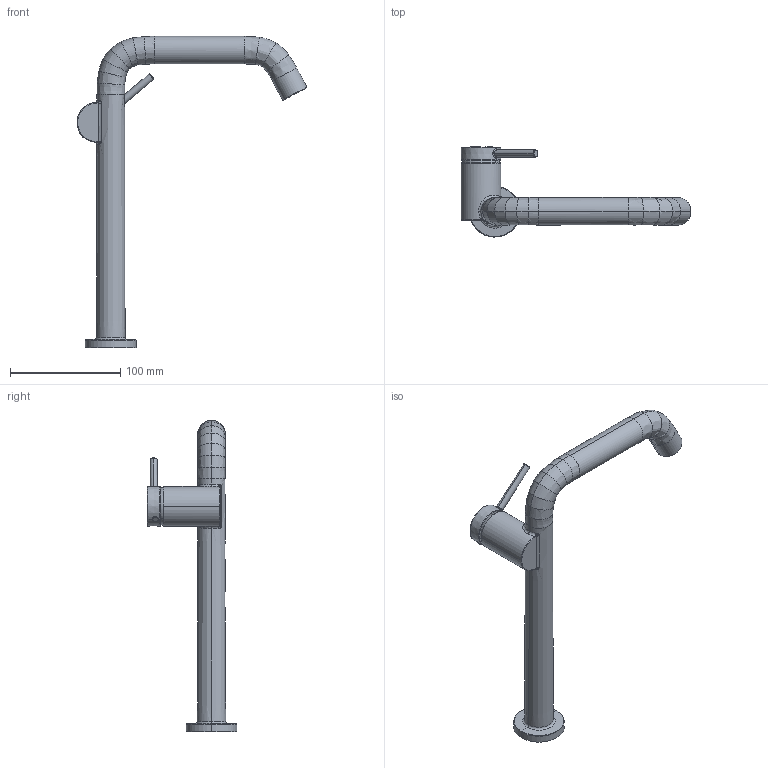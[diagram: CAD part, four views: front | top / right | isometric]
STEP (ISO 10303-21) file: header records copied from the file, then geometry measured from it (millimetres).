
FILE_DESCRIPTION(('CATIA V6 STEP','CAx-IF Rec.Pracs.--- Model Styling and Organization---1.5--- 2016-08-15','CAx-IF Rec.Pracs.---Supplemental Geometry---1.0---2011-11-01','CAx-IF Rec.Pracs.--- Composite Materials ---3.4---2017-06-13','CAx-IF Rec.Pracs.---Tessellated 3D Geometry---1.0---2015-12-17'),'2;1');
FILE_NAME('prd-HG-00255290.stp','2023-02-16T06:46:06+00:00',('none'),('none'),'3DEXPERIENCE Platform3DEXPERIENCE R2021x HotFix 8','3DEXPERIENCE Platform STEP AP242 v2','none');
FILE_SCHEMA(('AP242_MANAGED_MODEL_BASED_3D_ENGINEERING_MIM_LF {1 0 10303 442 1 1 4}'));
Length unit declared in the file: millimetre
Products named in the file (6): P-2_HG_Tecturis_S_WTM240_Fine; P-2_GK_WTM_240_Tecturis_S_Side_o.Z.; P-2_Griffrosette_M25S_VHG_D36; P-2_Griff_M25XS_VHG_BetterSlimS; V5_Griffstopfen_KHM_M54; P-2_SR_CA-M18,5x1_HC_TJ_1,2gpm_DC_pink
Assembly tree (5 placements, depth 2):
  P-2_HG_Tecturis_S_WTM240_Fine
    P-2_GK_WTM_240_Tecturis_S_Side_o.Z.
    P-2_Griffrosette_M25S_VHG_D36
    P-2_Griff_M25XS_VHG_BetterSlimS
    V5_Griffstopfen_KHM_M54
    P-2_SR_CA-M18,5x1_HC_TJ_1,2gpm_DC_pink
Bounding box: 208.48 x 81.5 x 282.5 mm (x, y, z)
Volume: 296475.3 mm3; surface area: 52826.1 mm2
Topology: 6 solids, 6 shells, 1037 faces, 2384 edges, 1358 vertices
Faces by surface type: cylinder 683, plane 180, torus 81, bspline 59, cone 25, sphere 9
Entity records: 32775 total; most frequent: CARTESIAN_POINT 12637, ORIENTED_EDGE 4754, DIRECTION 2998, EDGE_CURVE 2377, VERTEX_POINT 1358, AXIS2_PLACEMENT_3D 1139, VECTOR 1078, LINE 1078
